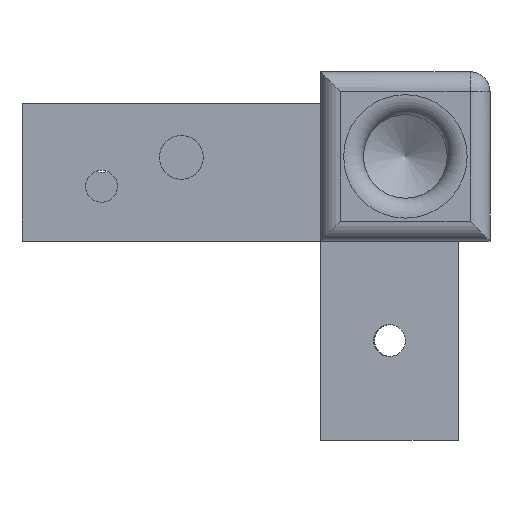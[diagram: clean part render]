
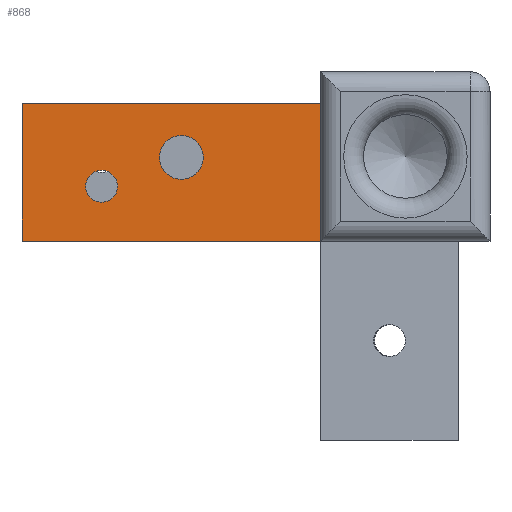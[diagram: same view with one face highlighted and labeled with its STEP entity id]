
A CAD part, front view. The second image highlights one B-rep face of the part: STEP entity #868.
In plain terms, the highlighted planar face has unit normal (0, -1, 0).
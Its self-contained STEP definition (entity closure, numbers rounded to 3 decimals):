
#64=FACE_BOUND('',#190,.T.);
#65=FACE_BOUND('',#191,.T.);
#88=CIRCLE('',#957,0.8);
#89=CIRCLE('',#958,1.1);
#127=FACE_OUTER_BOUND('',#189,.T.);
#189=EDGE_LOOP('',(#734,#735,#736,#737));
#190=EDGE_LOOP('',(#738));
#191=EDGE_LOOP('',(#739));
#231=LINE('',#1296,#315);
#250=LINE('',#1340,#334);
#284=LINE('',#1443,#368);
#285=LINE('',#1444,#369);
#315=VECTOR('',#1025,15.);
#334=VECTOR('',#1058,6.9);
#368=VECTOR('',#1172,15.);
#369=VECTOR('',#1173,6.9);
#399=VERTEX_POINT('',#1293);
#400=VERTEX_POINT('',#1295);
#418=VERTEX_POINT('',#1338);
#447=VERTEX_POINT('',#1442);
#448=VERTEX_POINT('',#1445);
#449=VERTEX_POINT('',#1447);
#478=EDGE_CURVE('',#400,#399,#231,.T.);
#502=EDGE_CURVE('',#399,#418,#250,.T.);
#552=EDGE_CURVE('',#418,#447,#284,.T.);
#553=EDGE_CURVE('',#400,#447,#285,.T.);
#554=EDGE_CURVE('',#448,#448,#88,.T.);
#555=EDGE_CURVE('',#449,#449,#89,.T.);
#734=ORIENTED_EDGE('',*,*,#502,.T.);
#735=ORIENTED_EDGE('',*,*,#552,.T.);
#736=ORIENTED_EDGE('',*,*,#553,.F.);
#737=ORIENTED_EDGE('',*,*,#478,.T.);
#738=ORIENTED_EDGE('',*,*,#554,.T.);
#739=ORIENTED_EDGE('',*,*,#555,.T.);
#834=PLANE('',#956);
#868=ADVANCED_FACE('',(#127,#64,#65),#834,.F.);
#956=AXIS2_PLACEMENT_3D('',#1441,#1170,#1171);
#957=AXIS2_PLACEMENT_3D('',#1446,#1174,#1175);
#958=AXIS2_PLACEMENT_3D('',#1448,#1176,#1177);
#1025=DIRECTION('',(1.,0.,0.));
#1058=DIRECTION('',(0.,0.,1.));
#1170=DIRECTION('center_axis',(0.,1.,0.));
#1171=DIRECTION('ref_axis',(0.,0.,1.));
#1172=DIRECTION('',(-1.,0.,0.));
#1173=DIRECTION('',(0.,0.,1.));
#1174=DIRECTION('center_axis',(0.,1.,0.));
#1175=DIRECTION('ref_axis',(-1.,0.,0.));
#1176=DIRECTION('center_axis',(0.,1.,0.));
#1177=DIRECTION('ref_axis',(-1.,0.,0.));
#1293=CARTESIAN_POINT('',(0.,-102.,0.));
#1295=CARTESIAN_POINT('',(-15.,-102.,0.));
#1296=CARTESIAN_POINT('',(-15.,-102.,0.));
#1338=CARTESIAN_POINT('',(0.,-102.,6.9));
#1340=CARTESIAN_POINT('',(0.,-102.,0.));
#1441=CARTESIAN_POINT('Origin',(-15.,-102.,0.));
#1442=CARTESIAN_POINT('',(-15.,-102.,6.9));
#1443=CARTESIAN_POINT('',(0.,-102.,6.9));
#1444=CARTESIAN_POINT('',(-15.,-102.,0.));
#1445=CARTESIAN_POINT('',(-11.,-102.,1.95));
#1446=CARTESIAN_POINT('Origin',(-11.,-102.,2.75));
#1447=CARTESIAN_POINT('',(-7.,-102.,3.1));
#1448=CARTESIAN_POINT('Origin',(-7.,-102.,4.2));
